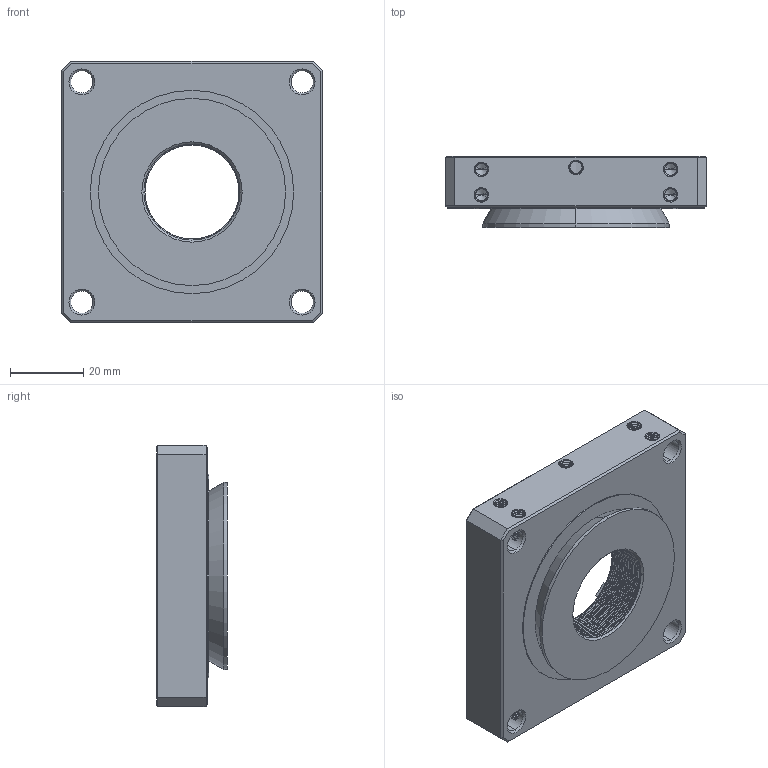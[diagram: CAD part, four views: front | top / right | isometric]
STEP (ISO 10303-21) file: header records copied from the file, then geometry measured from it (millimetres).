
FILE_DESCRIPTION((''),'2;1');
FILE_NAME('MCP-D2-1_5B','2023-10-06T17:39:21',('R&D'),(''),'CREO PARAMETRIC BY PTC INC, 2021063','CREO PARAMETRIC BY PTC INC, 2021063','');
FILE_SCHEMA(('CONFIG_CONTROL_DESIGN'));
Products named in the file (1): MCP-D2-1_5B
Bounding box: 71.12 x 19.3 x 71.12 mm (x, y, z)
Volume: 54877.7 mm3; surface area: 18866 mm2
Topology: 1 solids, 1 shells, 572 faces, 1600 edges, 1017 vertices
Faces by surface type: bspline 252, cylinder 225, cone 51, plane 44
Entity records: 60202 total; most frequent: CARTESIAN_POINT 48263, ORIENTED_EDGE 3168, EDGE_CURVE 1584, DIRECTION 1317, B_SPLINE_CURVE_WITH_KNOTS 1031, VERTEX_POINT 1017, EDGE_LOOP 603, FACE_OUTER_BOUND 572
